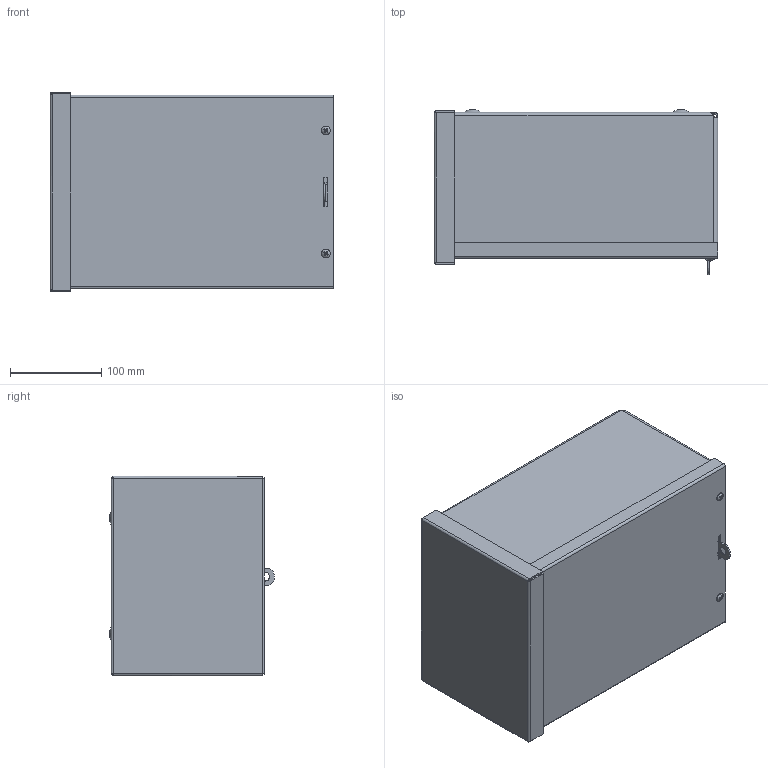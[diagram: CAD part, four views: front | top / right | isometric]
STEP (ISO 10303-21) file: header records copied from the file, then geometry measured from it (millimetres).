
FILE_DESCRIPTION(/* description */ ('RSC081206GNK, WRAP 12X8X6'),/* implementation_level */ '2;1');
FILE_NAME(/* name */ 'RSC081206GNK.iam.stp',/* time_stamp */ '2014-04-17T12:34:43-06:00',/* author */ ('kadelman'),/* organization */ (''),/* preprocessor_version */ 'ST-DEVELOPER v15.2',/* originating_system */ 'Autodesk Inventor 2014',/* authorisation */ '');
FILE_SCHEMA (('AUTOMOTIVE_DESIGN { 1 0 10303 214 3 1 1 }'));
Length unit declared in the file: inch
Products named in the file (7): RSC081206GNK_WRAP; RSC0812GNK_LID; RSC0806GNK_CAP; 3183; RSC0812GNK_BKP; 34056; RSC081206GNK
Bounding box: 311.16 x 180.96 x 219.07 mm (x, y, z)
Volume: 600317.9 mm3; surface area: 771651.5 mm2
Topology: 7 solids, 7 shells, 377 faces, 917 edges, 557 vertices
Faces by surface type: plane 163, cylinder 78, bspline 54, torus 36, cone 28, sphere 18
Full cylindrical faces by diameter (mm): 3.175 x2, 3.759 x2, 3.962 x1, 4.166 x2, 4.191 x1, 5.803 x1, 7.62 x4, 7.95 x4, 9.525 x1, 9.754 x2
Entity records: 11250 total; most frequent: CARTESIAN_POINT 3485, ORIENTED_EDGE 1484, DIRECTION 1373, EDGE_CURVE 742, VERTEX_POINT 478, EDGE_LOOP 458, AXIS2_PLACEMENT_3D 458, LINE 457
